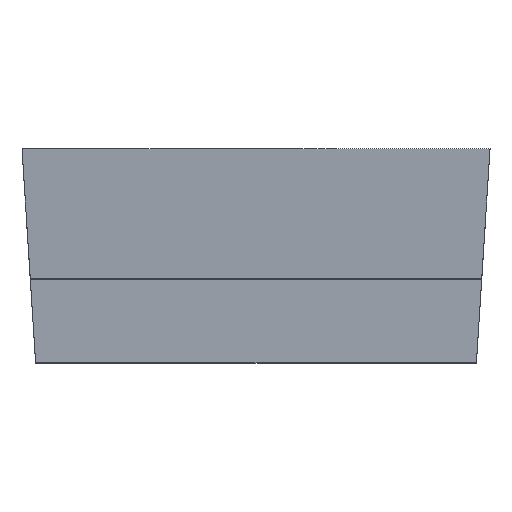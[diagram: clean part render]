
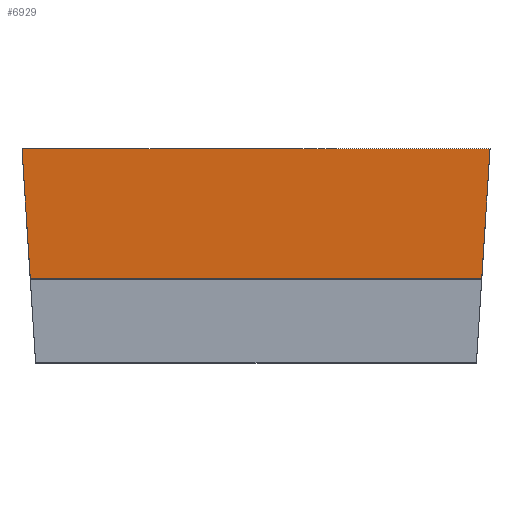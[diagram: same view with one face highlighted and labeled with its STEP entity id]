
A CAD part, top view. The second image highlights one B-rep face of the part: STEP entity #6929.
In plain terms, the highlighted planar face has unit normal (0, -0.064, 0.998).
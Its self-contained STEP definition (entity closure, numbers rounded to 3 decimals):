
#70 = LINE ( 'NONE', #8016, #9298 ) ;
#80 = EDGE_CURVE ( 'NONE', #8972, #5695, #3448, .T. ) ;
#177 = DIRECTION ( 'NONE',  ( -0.064, 0.996, 0.064 ) ) ;
#494 = CARTESIAN_POINT ( 'NONE',  ( 0., 2.35, 15.5 ) ) ;
#1010 = DIRECTION ( 'NONE',  ( 0.064, 0.996, 0.064 ) ) ;
#1429 = VECTOR ( 'NONE', #11142, 1000. ) ;
#1529 = VECTOR ( 'NONE', #1010, 1000. ) ;
#1963 = CARTESIAN_POINT ( 'NONE',  ( -4.967, -0.51, 15.317 ) ) ;
#2407 = CARTESIAN_POINT ( 'NONE',  ( 4.967, -0.51, 15.317 ) ) ;
#3448 = LINE ( 'NONE', #5613, #1429 ) ;
#4192 = VERTEX_POINT ( 'NONE', #1963 ) ;
#4256 = ORIENTED_EDGE ( 'NONE', *, *, #10608, .T. ) ;
#4272 = ORIENTED_EDGE ( 'NONE', *, *, #6714, .F. ) ;
#4307 = ORIENTED_EDGE ( 'NONE', *, *, #5081, .T. ) ;
#4612 = VERTEX_POINT ( 'NONE', #2407 ) ;
#4676 = EDGE_LOOP ( 'NONE', ( #4272, #4307, #4256, #7623 ) ) ;
#4811 = CARTESIAN_POINT ( 'NONE',  ( 5.15, 2.35, 15.5 ) ) ;
#5081 = EDGE_CURVE ( 'NONE', #4192, #4612, #70, .T. ) ;
#5613 = CARTESIAN_POINT ( 'NONE',  ( -5.15, 2.35, 15.5 ) ) ;
#5695 = VERTEX_POINT ( 'NONE', #8275 ) ;
#5804 = LINE ( 'NONE', #9504, #1529 ) ;
#6714 = EDGE_CURVE ( 'NONE', #4192, #5695, #10804, .T. ) ;
#6929 = ADVANCED_FACE ( 'NONE', ( #8894 ), #9011, .F. ) ;
#7623 = ORIENTED_EDGE ( 'NONE', *, *, #80, .T. ) ;
#7951 = DIRECTION ( 'NONE',  ( 1., 0., 0. ) ) ;
#8016 = CARTESIAN_POINT ( 'NONE',  ( 0., -0.51, 15.317 ) ) ;
#8203 = DIRECTION ( 'NONE',  ( 0., 0.064, -0.998 ) ) ;
#8275 = CARTESIAN_POINT ( 'NONE',  ( -5.15, 2.35, 15.5 ) ) ;
#8479 = VECTOR ( 'NONE', #177, 1000. ) ;
#8487 = AXIS2_PLACEMENT_3D ( 'NONE', #494, #8203, #11960 ) ;
#8894 = FACE_OUTER_BOUND ( 'NONE', #4676, .T. ) ;
#8972 = VERTEX_POINT ( 'NONE', #4811 ) ;
#9011 = PLANE ( 'NONE',  #8487 ) ;
#9298 = VECTOR ( 'NONE', #7951, 1000. ) ;
#9504 = CARTESIAN_POINT ( 'NONE',  ( 5.129, 2.024, 15.479 ) ) ;
#10608 = EDGE_CURVE ( 'NONE', #4612, #8972, #5804, .T. ) ;
#10622 = CARTESIAN_POINT ( 'NONE',  ( -5.129, 2.024, 15.479 ) ) ;
#10804 = LINE ( 'NONE', #10622, #8479 ) ;
#11142 = DIRECTION ( 'NONE',  ( -1., 0., 0. ) ) ;
#11960 = DIRECTION ( 'NONE',  ( 1., 0., 0. ) ) ;
